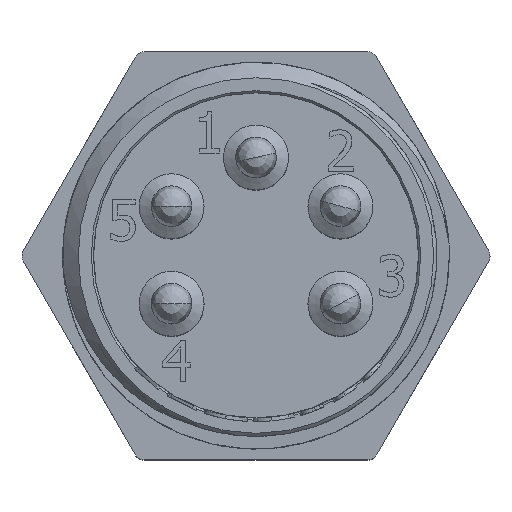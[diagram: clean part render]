
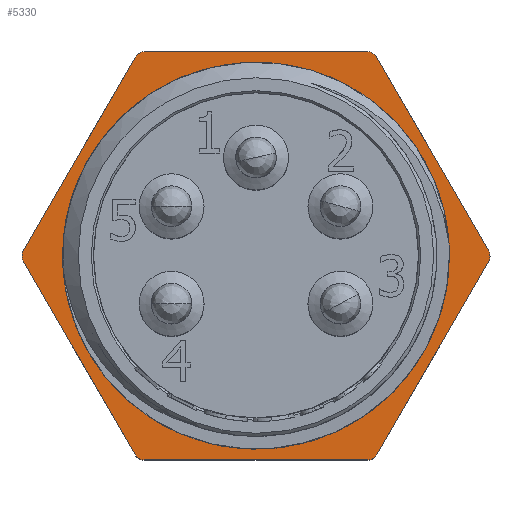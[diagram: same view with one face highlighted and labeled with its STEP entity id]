
A CAD part, top view. The second image highlights one B-rep face of the part: STEP entity #5330.
In plain terms, the highlighted planar face has unit normal (0, 0, 1).
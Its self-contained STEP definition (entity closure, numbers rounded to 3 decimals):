
#165=FACE_BOUND($,#1474,.T.);
#240=CIRCLE($,#5653,0.508);
#262=CIRCLE($,#5686,9.22);
#278=CIRCLE($,#5733,0.508);
#279=CIRCLE($,#5734,0.508);
#280=CIRCLE($,#5735,0.508);
#281=CIRCLE($,#5736,0.508);
#282=CIRCLE($,#5737,0.508);
#1109=FACE_OUTER_BOUND($,#1473,.T.);
#1473=EDGE_LOOP($,(#3876,#3877,#3878,#3879,#3880,#3881,#3882,#3883,#3884,
#3885,#3886,#3887));
#1474=EDGE_LOOP($,(#3888));
#1813=LINE($,#8913,#2130);
#1815=LINE($,#8917,#2132);
#1818=LINE($,#8923,#2135);
#1821=LINE($,#8929,#2138);
#1824=LINE($,#8935,#2141);
#1826=LINE($,#8940,#2143);
#2130=VECTOR($,#6206,10.925);
#2132=VECTOR($,#6210,10.925);
#2135=VECTOR($,#6215,10.925);
#2138=VECTOR($,#6220,10.925);
#2141=VECTOR($,#6225,10.925);
#2143=VECTOR($,#6229,10.925);
#2466=VERTEX_POINT($,#8510);
#2467=VERTEX_POINT($,#8512);
#2489=VERTEX_POINT($,#8568);
#2534=VERTEX_POINT($,#8912);
#2535=VERTEX_POINT($,#8916);
#2536=VERTEX_POINT($,#8920);
#2537=VERTEX_POINT($,#8922);
#2538=VERTEX_POINT($,#8926);
#2539=VERTEX_POINT($,#8928);
#2540=VERTEX_POINT($,#8932);
#2541=VERTEX_POINT($,#8934);
#2542=VERTEX_POINT($,#8938);
#2543=VERTEX_POINT($,#8939);
#2993=EDGE_CURVE($,#2467,#2466,#240,.T.);
#3016=EDGE_CURVE($,#2489,#2489,#262,.T.);
#3066=EDGE_CURVE($,#2466,#2534,#1813,.T.);
#3068=EDGE_CURVE($,#2535,#2467,#1815,.T.);
#3071=EDGE_CURVE($,#2537,#2536,#1818,.T.);
#3074=EDGE_CURVE($,#2539,#2538,#1821,.T.);
#3077=EDGE_CURVE($,#2541,#2540,#1824,.T.);
#3079=EDGE_CURVE($,#2542,#2543,#1826,.T.);
#3082=EDGE_CURVE($,#2534,#2542,#278,.T.);
#3083=EDGE_CURVE($,#2543,#2541,#279,.T.);
#3084=EDGE_CURVE($,#2540,#2539,#280,.T.);
#3085=EDGE_CURVE($,#2538,#2537,#281,.T.);
#3086=EDGE_CURVE($,#2536,#2535,#282,.T.);
#3876=ORIENTED_EDGE($,*,*,#3068,.T.);
#3877=ORIENTED_EDGE($,*,*,#2993,.T.);
#3878=ORIENTED_EDGE($,*,*,#3066,.T.);
#3879=ORIENTED_EDGE($,*,*,#3082,.T.);
#3880=ORIENTED_EDGE($,*,*,#3079,.T.);
#3881=ORIENTED_EDGE($,*,*,#3083,.T.);
#3882=ORIENTED_EDGE($,*,*,#3077,.T.);
#3883=ORIENTED_EDGE($,*,*,#3084,.T.);
#3884=ORIENTED_EDGE($,*,*,#3074,.T.);
#3885=ORIENTED_EDGE($,*,*,#3085,.T.);
#3886=ORIENTED_EDGE($,*,*,#3071,.T.);
#3887=ORIENTED_EDGE($,*,*,#3086,.T.);
#3888=ORIENTED_EDGE($,*,*,#3016,.T.);
#5165=PLANE($,#5732);
#5330=ADVANCED_FACE($,(#1109,#165),#5165,.T.);
#5653=AXIS2_PLACEMENT_3D($,#8513,#6069,#6070);
#5686=AXIS2_PLACEMENT_3D($,#8569,#6136,#6137);
#5732=AXIS2_PLACEMENT_3D($,#8949,#6244,#6245);
#5733=AXIS2_PLACEMENT_3D($,#8950,#6246,#6247);
#5734=AXIS2_PLACEMENT_3D($,#8951,#6248,#6249);
#5735=AXIS2_PLACEMENT_3D($,#8952,#6250,#6251);
#5736=AXIS2_PLACEMENT_3D($,#8953,#6252,#6253);
#5737=AXIS2_PLACEMENT_3D($,#8954,#6254,#6255);
#6069=DIRECTION('center_axis',(0.,0.,1.));
#6070=DIRECTION('ref_axis',(1.,0.,0.));
#6136=DIRECTION('center_axis',(0.,0.,-1.));
#6137=DIRECTION('ref_axis',(1.,0.,0.));
#6206=DIRECTION($,(-0.5,0.866,0.));
#6210=DIRECTION($,(0.5,0.866,0.));
#6215=DIRECTION($,(1.,0.,0.));
#6220=DIRECTION($,(0.5,-0.866,0.));
#6225=DIRECTION($,(-0.5,-0.866,0.));
#6229=DIRECTION($,(-1.,0.,0.));
#6244=DIRECTION('center_axis',(0.,0.,1.));
#6245=DIRECTION('ref_axis',(1.,0.,0.));
#6246=DIRECTION('center_axis',(0.,0.,1.));
#6247=DIRECTION('ref_axis',(1.,0.,0.));
#6248=DIRECTION('center_axis',(0.,0.,1.));
#6249=DIRECTION('ref_axis',(1.,0.,0.));
#6250=DIRECTION('center_axis',(0.,0.,1.));
#6251=DIRECTION('ref_axis',(1.,0.,0.));
#6252=DIRECTION('center_axis',(0.,0.,1.));
#6253=DIRECTION('ref_axis',(1.,0.,0.));
#6254=DIRECTION('center_axis',(0.,0.,1.));
#6255=DIRECTION('ref_axis',(1.,0.,0.));
#8510=CARTESIAN_POINT('',(11.365,0.254,-9.525));
#8512=CARTESIAN_POINT('',(11.365,-0.254,-9.525));
#8513=CARTESIAN_POINT('Origin',(10.925,0.,
-9.525));
#8568=CARTESIAN_POINT('',(9.22,0.,-9.525));
#8569=CARTESIAN_POINT('Origin',(0.,0.,-9.525));
#8912=CARTESIAN_POINT('',(5.903,9.716,-9.525));
#8913=CARTESIAN_POINT($,(11.365,0.254,-9.525));
#8916=CARTESIAN_POINT('',(5.903,-9.716,-9.525));
#8917=CARTESIAN_POINT($,(5.903,-9.716,-9.525));
#8920=CARTESIAN_POINT('',(5.463,-9.97,-9.525));
#8922=CARTESIAN_POINT('',(-5.463,-9.97,-9.525));
#8923=CARTESIAN_POINT($,(-5.463,-9.97,-9.525));
#8926=CARTESIAN_POINT('',(-5.903,-9.716,-9.525));
#8928=CARTESIAN_POINT('',(-11.365,-0.254,-9.525));
#8929=CARTESIAN_POINT($,(-11.365,-0.254,-9.525));
#8932=CARTESIAN_POINT('',(-11.365,0.254,-9.525));
#8934=CARTESIAN_POINT('',(-5.903,9.716,-9.525));
#8935=CARTESIAN_POINT($,(-5.903,9.716,-9.525));
#8938=CARTESIAN_POINT('',(5.463,9.97,-9.525));
#8939=CARTESIAN_POINT('',(-5.463,9.97,-9.525));
#8940=CARTESIAN_POINT($,(5.463,9.97,-9.525));
#8949=CARTESIAN_POINT('Origin',(0.,0.,-9.525));
#8950=CARTESIAN_POINT('Origin',(5.463,9.462,-9.525));
#8951=CARTESIAN_POINT('Origin',(-5.463,9.462,-9.525));
#8952=CARTESIAN_POINT('Origin',(-10.925,0.,
-9.525));
#8953=CARTESIAN_POINT('Origin',(-5.463,-9.462,-9.525));
#8954=CARTESIAN_POINT('Origin',(5.463,-9.462,-9.525));
